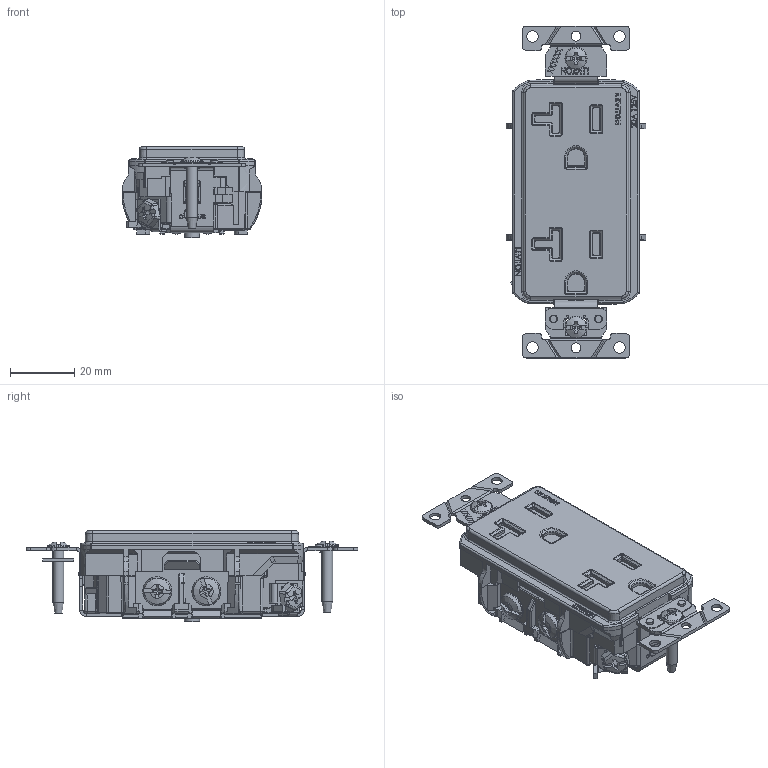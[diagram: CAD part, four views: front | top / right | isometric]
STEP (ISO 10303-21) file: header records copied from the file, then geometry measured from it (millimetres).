
FILE_DESCRIPTION (( 'STEP AP214' ), '1' );
FILE_NAME ('CATSTD-16352-00X-M01.STEP', '2020-10-29T16:45:38', ( '' ), ( '' ), 'SwSTEP 2.0', 'SolidWorks 2020', '' );
FILE_SCHEMA (( 'AUTOMOTIVE_DESIGN' ));
Length unit declared in the file: inch
Products named in the file (1): CATSTD-16352-00X-M01
Bounding box: 43.43 x 103.17 x 28.47 mm (x, y, z)
Volume: 58368.6 mm3; surface area: 22728.7 mm2
Topology: 5 solids, 40 shells, 4202 faces, 11078 edges, 7111 vertices
Faces by surface type: plane 2824, bspline 627, cylinder 574, cone 67, sphere 63, torus 47
Full cylindrical faces by diameter (mm): 0.889 x2, 2.184 x2, 2.286 x1, 2.413 x2, 2.54 x1, 2.858 x1, 3.048 x2, 3.175 x1, 3.378 x1, 3.404 x2, 3.505 x2, 3.556 x4, 3.734 x1, 3.783 x1, 3.988 x2, 4.064 x1, 4.166 x2, 4.699 x1, 4.826 x1, 6.858 x2
Entity records: 209287 total; most frequent: CARTESIAN_POINT 58805, ORIENTED_EDGE 21934, DIRECTION 17490, EDGE_CURVE 10967, VECTOR 7990, LINE 7990, VERTEX_POINT 7075, AXIS2_PLACEMENT_3D 4750
